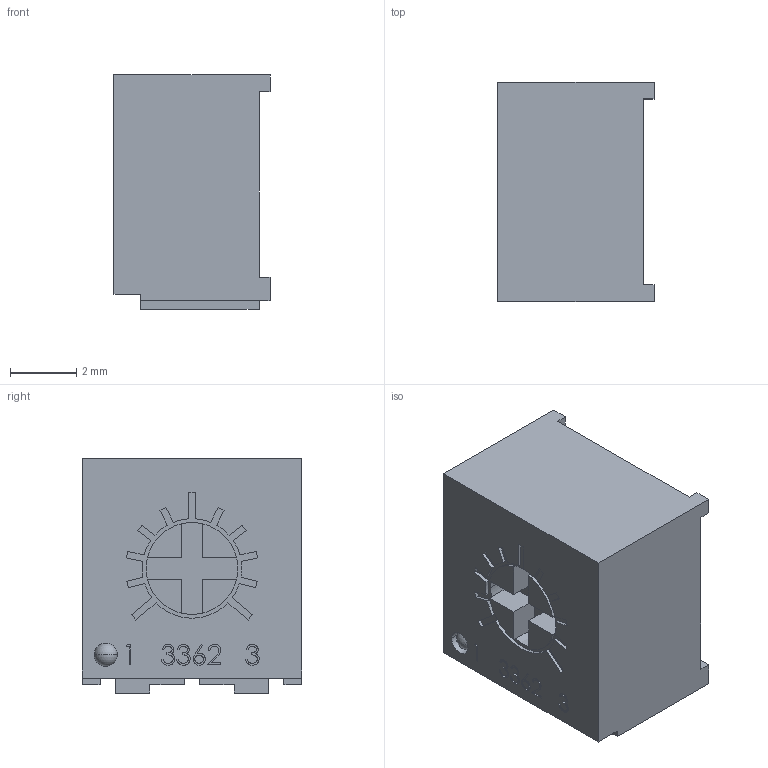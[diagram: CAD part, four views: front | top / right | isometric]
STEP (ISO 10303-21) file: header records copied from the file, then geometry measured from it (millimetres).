
FILE_DESCRIPTION(('FreeCAD Model'),'2;1');
FILE_NAME('Bourns_3362S.step','2016-04-14T16:51:43',( 'Author'),(''),'Open CASCADE STEP processor 6.8','FreeCAD','Unknown' );
FILE_SCHEMA(('AUTOMOTIVE_DESIGN_CC2 { 1 2 10303 214 -1 1 5 4 }'));
Length unit declared in the file: millimetre
Products named in the file (2): ASSEMBLY; Bourns_3362S
Assembly tree (1 placements, depth 2):
  ASSEMBLY
    Bourns_3362S
Bounding box: 4.7 x 6.6 x 7.05 mm (x, y, z)
Volume: 193.2 mm3; surface area: 232 mm2
Topology: 1 solids, 1 shells, 197 faces, 550 edges, 363 vertices
Faces by surface type: plane 114, bspline 57, cylinder 24, sphere 2
Entity records: 23631 total; most frequent: CARTESIAN_POINT 12127, DIRECTION 1544, LINE 1110, VECTOR 1110, ORIENTED_EDGE 1096, PCURVE 1096, DEFINITIONAL_REPRESENTATION 1096, EDGE_CURVE 548
